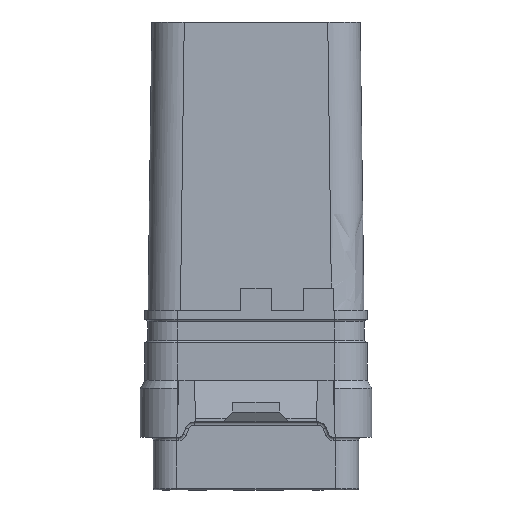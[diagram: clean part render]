
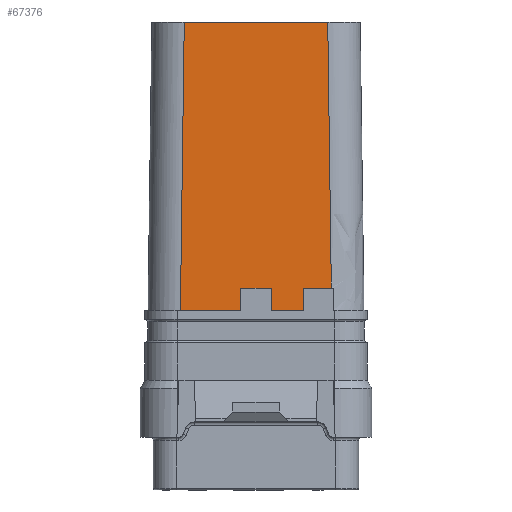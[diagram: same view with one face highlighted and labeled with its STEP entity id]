
A CAD part, front view. The second image highlights one B-rep face of the part: STEP entity #67376.
In plain terms, the highlighted planar face has unit normal (0, -1, 0.013).
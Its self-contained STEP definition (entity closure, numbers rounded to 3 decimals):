
#61=DIRECTION('',(1.,0.,0.));
#62=VECTOR('',#61,3.925);
#63=CARTESIAN_POINT('',(-4.9,-6.,0.));
#64=LINE('',#63,#62);
#65=DIRECTION('',(1.,0.,0.));
#66=VECTOR('',#65,1.95);
#67=CARTESIAN_POINT('',(-0.975,-5.981,1.45));
#68=LINE('',#67,#66);
#69=DIRECTION('',(0.,0.013,1.));
#70=VECTOR('',#69,1.45);
#71=CARTESIAN_POINT('',(-0.975,-6.,0.));
#72=LINE('',#71,#70);
#73=DIRECTION('',(0.013,0.013,1.));
#74=VECTOR('',#73,18.683);
#75=CARTESIAN_POINT('',(-4.9,-6.,0.));
#76=LINE('',#75,#74);
#77=DIRECTION('',(-1.,0.,0.));
#78=VECTOR('',#77,1.831);
#79=CARTESIAN_POINT('',(4.881,-5.981,1.45));
#80=LINE('',#79,#78);
#81=DIRECTION('',(0.,0.013,1.));
#82=VECTOR('',#81,1.45);
#83=CARTESIAN_POINT('',(3.05,-6.,0.));
#84=LINE('',#83,#82);
#85=DIRECTION('',(0.,0.013,1.));
#86=VECTOR('',#85,1.45);
#87=CARTESIAN_POINT('',(0.975,-6.,0.));
#88=LINE('',#87,#86);
#101=DIRECTION('',(1.,0.,0.));
#102=VECTOR('',#101,2.075);
#103=CARTESIAN_POINT('',(0.975,-6.,0.));
#104=LINE('',#103,#102);
#122=DIRECTION('',(-0.013,0.013,1.));
#123=VECTOR('',#122,17.233);
#124=CARTESIAN_POINT('',(4.881,-5.981,1.45));
#125=LINE('',#124,#123);
#160=DIRECTION('',(1.,0.,0.));
#161=VECTOR('',#160,9.3);
#162=CARTESIAN_POINT('',(-4.65,-5.75,18.68));
#163=LINE('',#162,#161);
#57709=CARTESIAN_POINT('',(-4.65,-5.75,18.68));
#57710=VERTEX_POINT('',#57709);
#57711=CARTESIAN_POINT('',(4.65,-5.75,18.68));
#57712=VERTEX_POINT('',#57711);
#57725=CARTESIAN_POINT('',(-4.9,-6.,0.));
#57726=VERTEX_POINT('',#57725);
#58428=CARTESIAN_POINT('',(3.05,-6.,0.));
#58430=VERTEX_POINT('',#58428);
#58435=CARTESIAN_POINT('',(3.05,-5.981,1.45));
#58436=VERTEX_POINT('',#58435);
#58437=CARTESIAN_POINT('',(4.881,-5.981,1.45));
#58438=VERTEX_POINT('',#58437);
#58445=CARTESIAN_POINT('',(-0.975,-6.,0.));
#58447=VERTEX_POINT('',#58445);
#58449=CARTESIAN_POINT('',(0.975,-6.,0.));
#58451=VERTEX_POINT('',#58449);
#58452=CARTESIAN_POINT('',(-0.975,-5.981,1.45));
#58453=CARTESIAN_POINT('',(0.975,-5.981,1.45));
#58454=VERTEX_POINT('',#58452);
#58455=VERTEX_POINT('',#58453);
#67351=CARTESIAN_POINT('',(0.,-5.875,9.34));
#67352=DIRECTION('',(0.,-1.,0.013));
#67353=DIRECTION('',(1.,0.,0.));
#67354=AXIS2_PLACEMENT_3D('',#67351,#67352,#67353);
#67355=PLANE('',#67354);
#67357=ORIENTED_EDGE('',*,*,#67356,.F.);
#67358=ORIENTED_EDGE('',*,*,#67342,.F.);
#67359=ORIENTED_EDGE('',*,*,#67331,.F.);
#67361=ORIENTED_EDGE('',*,*,#67360,.T.);
#67363=ORIENTED_EDGE('',*,*,#67362,.T.);
#67365=ORIENTED_EDGE('',*,*,#67364,.F.);
#67367=ORIENTED_EDGE('',*,*,#67366,.T.);
#67369=ORIENTED_EDGE('',*,*,#67368,.F.);
#67371=ORIENTED_EDGE('',*,*,#67370,.F.);
#67373=ORIENTED_EDGE('',*,*,#67372,.T.);
#67374=EDGE_LOOP('',(#67357,#67358,#67359,#67361,#67363,#67365,#67367,#67369,
#67371,#67373));
#67375=FACE_OUTER_BOUND('',#67374,.F.);
#67376=ADVANCED_FACE('',(#67375),#67355,.T.);
#67331=EDGE_CURVE('',#57726,#58447,#64,.T.);
#67342=EDGE_CURVE('',#58447,#58454,#72,.T.);
#67356=EDGE_CURVE('',#58454,#58455,#68,.T.);
#67360=EDGE_CURVE('',#57726,#57710,#76,.T.);
#67362=EDGE_CURVE('',#57710,#57712,#163,.T.);
#67364=EDGE_CURVE('',#58438,#57712,#125,.T.);
#67366=EDGE_CURVE('',#58438,#58436,#80,.T.);
#67368=EDGE_CURVE('',#58430,#58436,#84,.T.);
#67370=EDGE_CURVE('',#58451,#58430,#104,.T.);
#67372=EDGE_CURVE('',#58451,#58455,#88,.T.);
